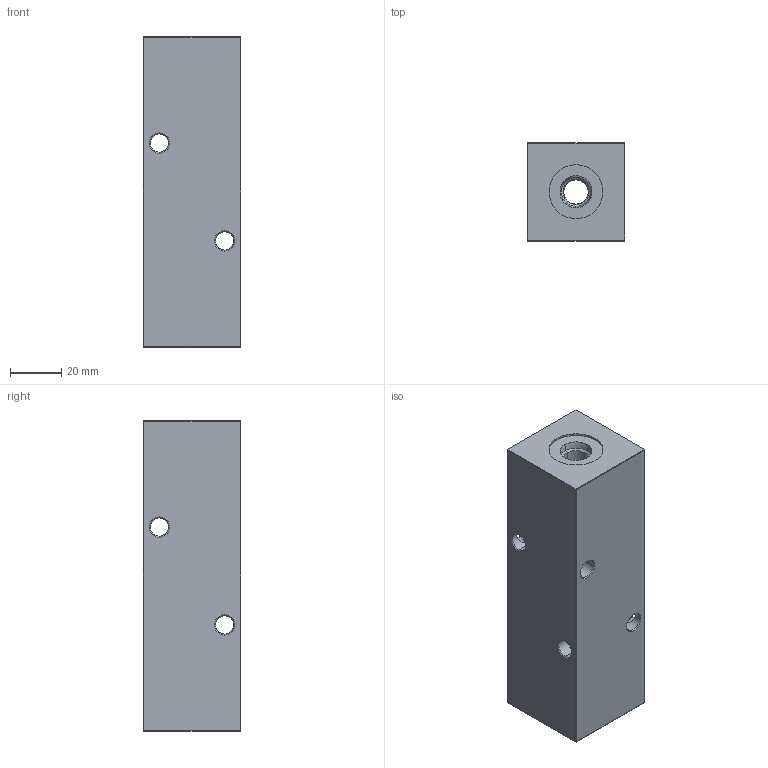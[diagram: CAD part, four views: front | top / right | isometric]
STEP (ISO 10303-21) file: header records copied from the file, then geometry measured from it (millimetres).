
FILE_DESCRIPTION (( 'STEP AP203' ), '1' );
FILE_NAME ('HM-3-90-S-4-4.STEP', '2020-11-09T14:08:14', ( '' ), ( '' ), 'SwSTEP 2.0', 'SolidWorks 2019', '' );
FILE_SCHEMA (( 'CONFIG_CONTROL_DESIGN' ));
Length unit declared in the file: inch
Products named in the file (1): HM-3-90-S-4-4
Bounding box: 38.1 x 38.1 x 120.65 mm (x, y, z)
Volume: 151359.6 mm3; surface area: 29426.1 mm2
Topology: 1 solids, 1 shells, 590 faces, 1524 edges, 979 vertices
Faces by surface type: plane 252, bspline 191, cylinder 74, cone 73
Entity records: 27047 total; most frequent: CARTESIAN_POINT 13989, ORIENTED_EDGE 3048, DIRECTION 2012, EDGE_CURVE 1524, VERTEX_POINT 979, LINE 872, VECTOR 872, EDGE_LOOP 659
